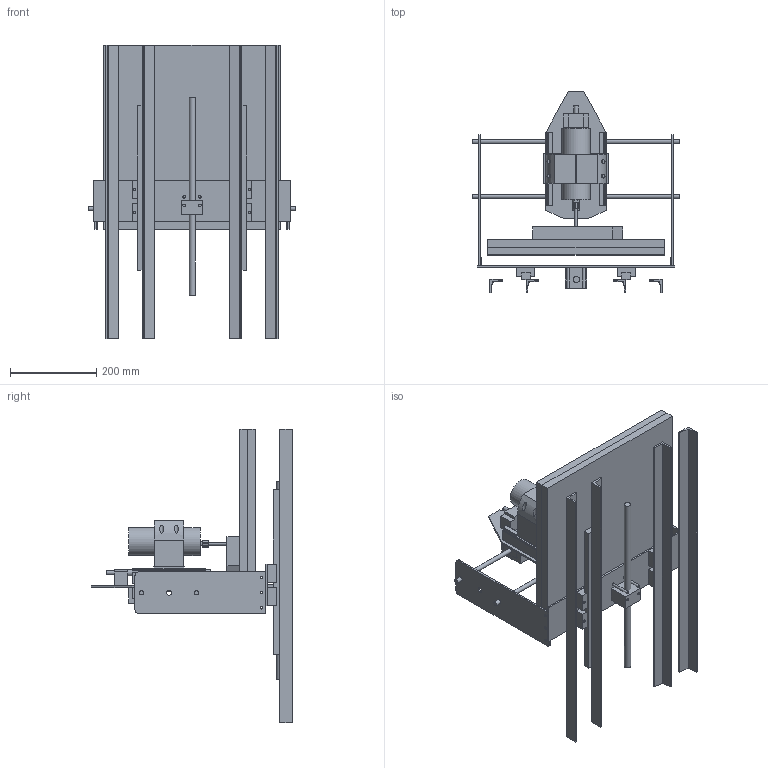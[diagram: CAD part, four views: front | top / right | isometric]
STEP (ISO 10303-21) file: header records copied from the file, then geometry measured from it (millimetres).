
FILE_DESCRIPTION(/* description */ ('STEP AP242','CAx-IF Rec.Pracs.---Representation and Presentation of Product Manufacturing Information (PMI)---4.0---2014-10-13','CAx-IF Rec.Pracs.---3D Tessellated Geometry---0.4---2014-09-14','2;1'),/* implementation_level */ '2;1');
FILE_NAME(/* name */ '64e2d090d7c4e52cb3b4d17f',/* time_stamp */ '2023-08-21T02:48:49Z',/* author */ (''),/* organization */ (''),/* preprocessor_version */ 'ST-DEVELOPER v19.4',/* originating_system */ ' ',/* authorisation */ ' ');
FILE_SCHEMA (('AP242_MANAGED_MODEL_BASED_3D_ENGINEERING_MIM_LF { 1 0 10303 442 1 1 4 }'));
Length unit declared in the file: metre
Products named in the file (46): Weast Board; Part 46; Part 42; Part 41; Part 40; Part 39; Part 38; Right slide rail; Right rail raise; Z-Rail holding plate; Screw Rod; Screw Front Holding Square; Stepper Motor spindle; Wood Mount; Router Motor; Hex outer; End mill; Part 14; Part 37; Part 36; Part 35; Part 34; Y-Axis screw block; Y-Axis slide lower right; X-Axis rod upper; X-Axis rod lower; Job stock; Left side gantry; Right side gantry; Gentery joining plate; Work Table; upper bearing wood; Lower wood block; X-Axis  bearing right lower; Part 45; Gantry right wall weld plate; Y Screw Block; Left slide rail; Left rail raise; Y-Axis slide upper right ...
Bounding box: 480 x 466.6 x 680 mm (x, y, z)
Volume: 11046814.2 mm3; surface area: 1913876.2 mm2
Topology: 46 solids, 46 shells, 402 faces, 935 edges, 627 vertices
Faces by surface type: plane 291, cylinder 111
Full cylindrical faces by diameter (mm): 3.5 x15, 5 x4, 6 x48, 6.3 x1, 8.5 x4, 9.5 x2, 10 x8, 12 x1, 14.9 x2, 15 x1, 19 x5, 25 x1, 65 x1
Entity records: 12470 total; most frequent: CARTESIAN_POINT 2023, DIRECTION 1941, ORIENTED_EDGE 1662, EDGE_CURVE 831, AXIS2_PLACEMENT_3D 666, EDGE_LOOP 659, FACE_BOUND 659, VERTEX_POINT 616
